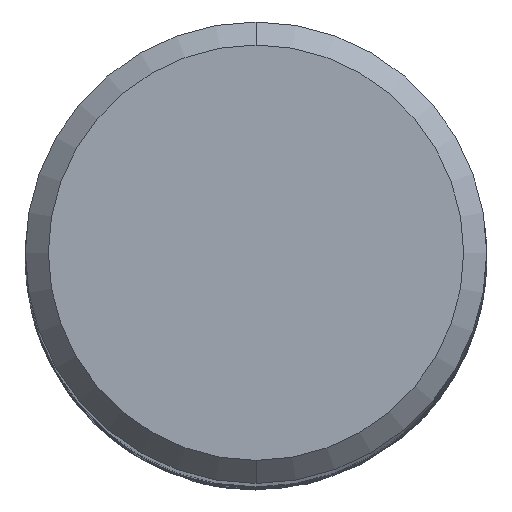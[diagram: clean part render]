
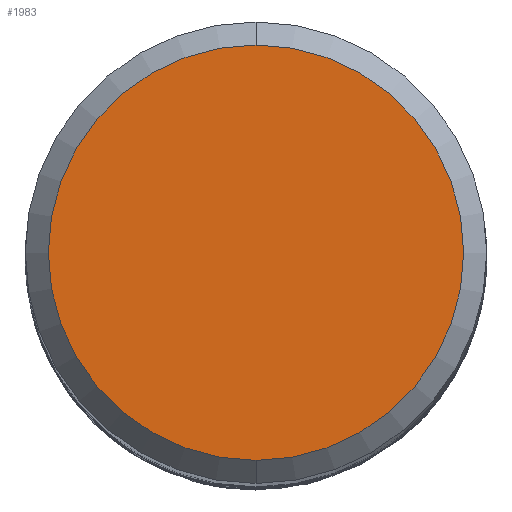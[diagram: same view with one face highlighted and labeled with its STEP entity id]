
A CAD part, top view. The second image highlights one B-rep face of the part: STEP entity #1983.
In plain terms, the highlighted planar face has unit normal (0, 0, 1).
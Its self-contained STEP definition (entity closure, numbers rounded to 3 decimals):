
#1127=VERTEX_POINT('',#3258);
#1485=EDGE_CURVE('',#3163,#1127,#3650,.T.);
#1983=ADVANCED_FACE('',(#4189),#4190,.T.);
#2871=EDGE_CURVE('',#1127,#3163,#5151,.T.);
#3163=VERTEX_POINT('',#5470);
#3258=CARTESIAN_POINT('',(0.,-5.4,0.0));
#3650=CIRCLE('',#10854,5.4);
#4189=FACE_OUTER_BOUND('',#18584,.T.);
#4190=PLANE('',#18585);
#5151=CIRCLE('',#29675,5.4);
#5470=CARTESIAN_POINT('',(0.0,5.4,0.0));
#10854=AXIS2_PLACEMENT_3D('',#37236,#37237,#37238);
#18584=EDGE_LOOP('',(#37753,#37754));
#18585=AXIS2_PLACEMENT_3D('',#37755,#37756,#37757);
#29675=AXIS2_PLACEMENT_3D('',#38841,#38842,#38843);
#37236=CARTESIAN_POINT('',(0.0,0.0,0.0));
#37237=DIRECTION('',(0.0,0.0,-1.0));
#37238=DIRECTION('',(0.0,1.0,0.0));
#37753=ORIENTED_EDGE('',*,*,#1485,.F.);
#37754=ORIENTED_EDGE('',*,*,#2871,.F.);
#37755=CARTESIAN_POINT('',(0.0,2.7,0.0));
#37756=DIRECTION('',(-0.0,0.0,1.0));
#37757=DIRECTION('',(0.0,-1.0,0.0));
#38841=CARTESIAN_POINT('',(0.0,0.0,0.0));
#38842=DIRECTION('',(0.0,0.0,-1.0));
#38843=DIRECTION('',(0.0,1.0,0.0));
